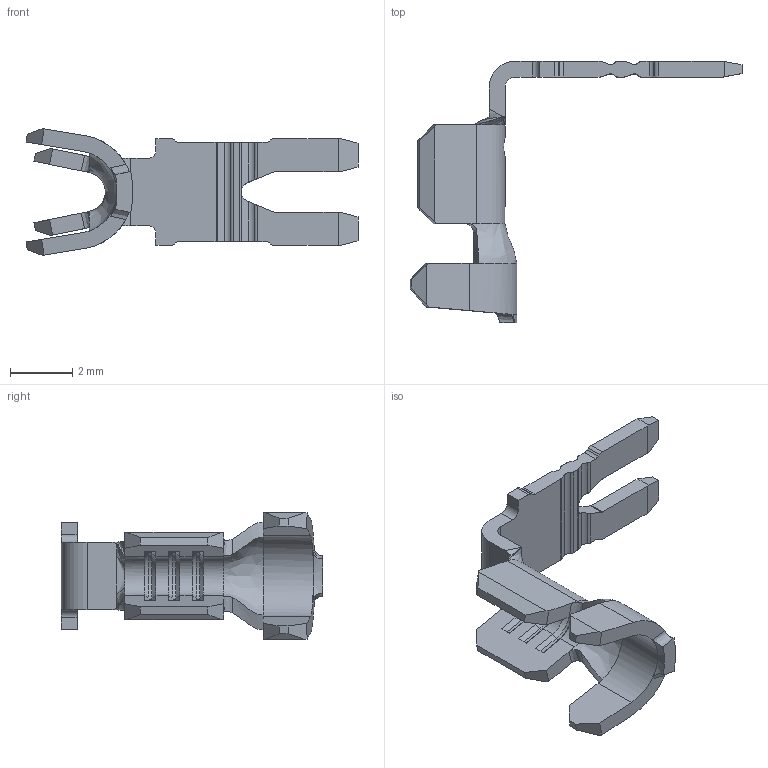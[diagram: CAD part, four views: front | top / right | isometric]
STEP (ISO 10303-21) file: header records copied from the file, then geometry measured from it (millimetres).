
FILE_DESCRIPTION (( 'STEP AP203' ), '1' );
FILE_NAME ('11827.STEP', '2015-01-20T18:06:14', ( '' ), ( '' ), 'SwSTEP 2.0', 'SolidWorks 2014', '' );
FILE_SCHEMA (( 'CONFIG_CONTROL_DESIGN' ));
Length unit declared in the file: inch
Products named in the file (1): 11827
Bounding box: 10.64 x 8.38 x 4.06 mm (x, y, z)
Volume: 28.4 mm3; surface area: 147.5 mm2
Topology: 1 solids, 1 shells, 219 faces, 603 edges, 386 vertices
Faces by surface type: plane 143, cylinder 44, bspline 26, cone 6
Entity records: 7561 total; most frequent: CARTESIAN_POINT 2168, ORIENTED_EDGE 1202, DIRECTION 973, EDGE_CURVE 601, LINE 433, VECTOR 433, VERTEX_POINT 386, AXIS2_PLACEMENT_3D 270
